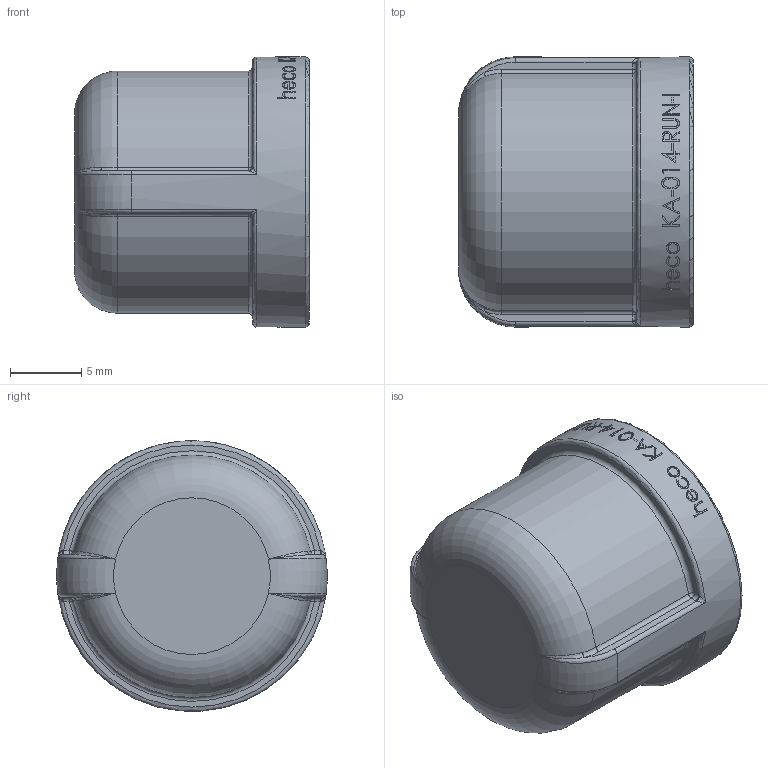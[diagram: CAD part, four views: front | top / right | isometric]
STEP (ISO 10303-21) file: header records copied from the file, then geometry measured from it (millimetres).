
FILE_DESCRIPTION (( 'STEP AP214' ), '1' );
FILE_NAME ('KA-014-RUN-I 2310.STEP', '2023-10-16T10:53:01', ( '' ), ( '' ), 'SwSTEP 2.0', 'SolidWorks 2019', '' );
FILE_SCHEMA (( 'AUTOMOTIVE_DESIGN' ));
Length unit declared in the file: millimetre
Products named in the file (1): KA-014-RUN-I 2310
Bounding box: 16.5 x 18.99 x 18.98 mm (x, y, z)
Volume: 2215.5 mm3; surface area: 1992.5 mm2
Topology: 1 solids, 1 shells, 238 faces, 599 edges, 379 vertices
Faces by surface type: bspline 97, plane 86, cylinder 39, torus 10, sphere 4, cone 2
Full cylindrical faces by diameter (mm): 11.445 x1, 13.357 x1, 19 x1
Entity records: 13993 total; most frequent: CARTESIAN_POINT 7306, ORIENTED_EDGE 1160, DIRECTION 672, EDGE_CURVE 580, VERTEX_POINT 375, B_SPLINE_CURVE_WITH_KNOTS 313, EDGE_LOOP 269, AXIS2_PLACEMENT_3D 263
